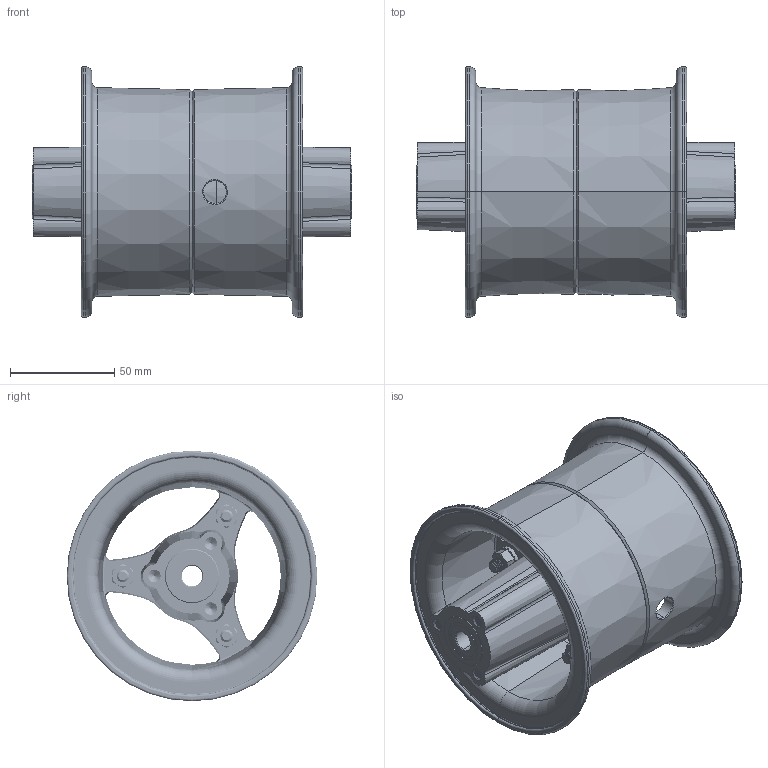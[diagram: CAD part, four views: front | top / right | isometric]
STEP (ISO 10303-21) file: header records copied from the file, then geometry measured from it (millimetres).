
FILE_DESCRIPTION (( 'STEP AP214' ), '1' );
FILE_NAME ('Wheel Rim for 3.00-4 Tire BLATA Minibike 2.5.STEP', '2023-03-30T19:15:35', ( '' ), ( '' ), 'SwSTEP 2.0', 'SolidWorks 2021', '' );
FILE_SCHEMA (( 'AUTOMOTIVE_DESIGN' ));
Length unit declared in the file: inch
Products named in the file (7): Wheel Rim for 3.00-4 Tire BLATA Minibike 2.5 part01; Wheel Rim for 3.00-4 Tire BLATA Minibike 2.5 part02; STEEL HEX NUT M6_M6; METRIC GENERAL PURPOSE WASHER M6_M6; BALL BEARING 6000-2RS_600-2RS; Wheel Rim for 3.00-4 Tire BLATA Minibike 2.5; SOCKET HEAD CAP SCREW M6x35mm_M6x35
Assembly tree (13 placements, depth 2):
  Wheel Rim for 3.00-4 Tire BLATA Minibike 2.5
    Wheel Rim for 3.00-4 Tire BLATA Minibike 2.5 part01
    Wheel Rim for 3.00-4 Tire BLATA Minibike 2.5 part02
    SOCKET HEAD CAP SCREW M6x35mm_M6x35  x3
    METRIC GENERAL PURPOSE WASHER M6_M6  x3
    STEEL HEX NUT M6_M6  x3
    BALL BEARING 6000-2RS_600-2RS  x2
Bounding box: 153 x 120 x 120 mm (x, y, z)
Volume: 338047.9 mm3; surface area: 139630.7 mm2
Topology: 43 solids, 43 shells, 1119 faces, 3013 edges, 1940 vertices
Faces by surface type: cylinder 649, cone 230, plane 103, sphere 48, bspline 47, torus 42
Entity records: 45778 total; most frequent: CARTESIAN_POINT 29878, ORIENTED_EDGE 3670, DIRECTION 2848, EDGE_CURVE 1835, VERTEX_POINT 1194, AXIS2_PLACEMENT_3D 1143, EDGE_LOOP 757, FACE_OUTER_BOUND 699
